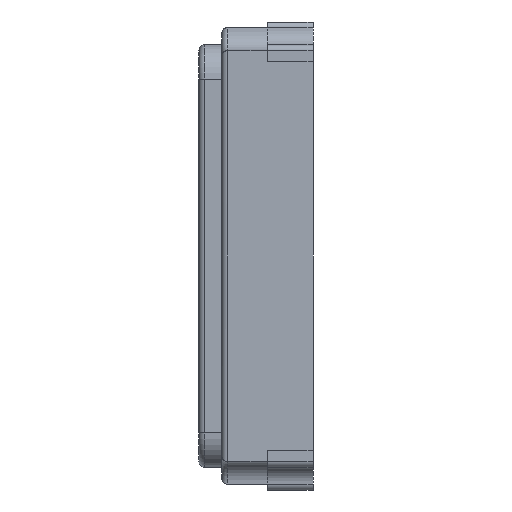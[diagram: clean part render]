
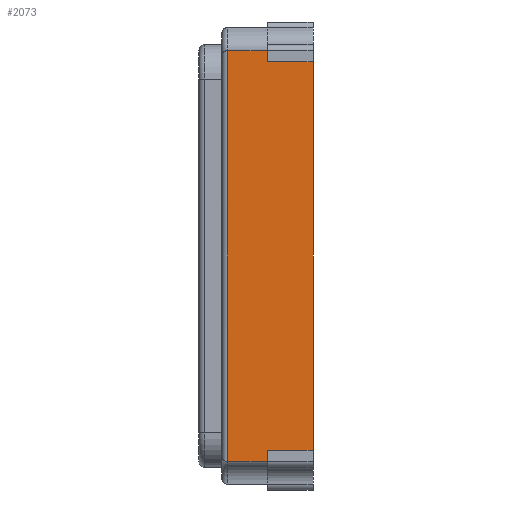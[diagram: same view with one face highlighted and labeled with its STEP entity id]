
A CAD part, left-side view. The second image highlights one B-rep face of the part: STEP entity #2073.
In plain terms, the highlighted planar face has unit normal (-1, 0, 0).
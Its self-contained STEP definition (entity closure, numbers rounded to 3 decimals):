
#63 = CARTESIAN_POINT ( 'NONE',  ( -1.25, 0.2, 0.85 ) ) ;
#93 = VECTOR ( 'NONE', #494, 1000. ) ;
#110 = CARTESIAN_POINT ( 'NONE',  ( -1.25, 0., 1. ) ) ;
#124 = CARTESIAN_POINT ( 'NONE',  ( -1.25, 0.375, -0.9 ) ) ;
#161 = ORIENTED_EDGE ( 'NONE', *, *, #163, .T. ) ;
#163 = EDGE_CURVE ( 'NONE', #2885, #834, #2447, .T. ) ;
#311 = ORIENTED_EDGE ( 'NONE', *, *, #917, .F. ) ;
#314 = AXIS2_PLACEMENT_3D ( 'NONE', #2021, #2252, #453 ) ;
#387 = VERTEX_POINT ( 'NONE', #487 ) ;
#388 = EDGE_CURVE ( 'NONE', #822, #2661, #1869, .T. ) ;
#429 = CARTESIAN_POINT ( 'NONE',  ( -1.25, 0.2, 0.85 ) ) ;
#433 = DIRECTION ( 'NONE',  ( 0., -1., 0. ) ) ;
#434 = PLANE ( 'NONE',  #314 ) ;
#453 = DIRECTION ( 'NONE',  ( 0., 0., -1. ) ) ;
#487 = CARTESIAN_POINT ( 'NONE',  ( -1.25, 0.375, 0.9 ) ) ;
#494 = DIRECTION ( 'NONE',  ( 0., -1., 0. ) ) ;
#529 = CARTESIAN_POINT ( 'NONE',  ( -1.25, 0.2, -0.85 ) ) ;
#584 = CARTESIAN_POINT ( 'NONE',  ( -1.25, 0.2, -0.85 ) ) ;
#586 = EDGE_CURVE ( 'NONE', #822, #802, #1653, .T. ) ;
#658 = CARTESIAN_POINT ( 'NONE',  ( -1.25, 0., 0.85 ) ) ;
#699 = CARTESIAN_POINT ( 'NONE',  ( -1.25, 0.2, -0.85 ) ) ;
#701 = CARTESIAN_POINT ( 'NONE',  ( -1.25, 0., 0.9 ) ) ;
#776 = ORIENTED_EDGE ( 'NONE', *, *, #586, .F. ) ;
#802 = VERTEX_POINT ( 'NONE', #658 ) ;
#804 = DIRECTION ( 'NONE',  ( 0., 0., 1. ) ) ;
#822 = VERTEX_POINT ( 'NONE', #429 ) ;
#834 = VERTEX_POINT ( 'NONE', #2248 ) ;
#851 = CARTESIAN_POINT ( 'NONE',  ( -1.25, 0.375, -0.9 ) ) ;
#862 = VECTOR ( 'NONE', #2163, 1000. ) ;
#911 = VERTEX_POINT ( 'NONE', #124 ) ;
#917 = EDGE_CURVE ( 'NONE', #2885, #2732, #1527, .T. ) ;
#1018 = EDGE_CURVE ( 'NONE', #387, #911, #2001, .T. ) ;
#1050 = VECTOR ( 'NONE', #433, 1000. ) ;
#1128 = EDGE_CURVE ( 'NONE', #911, #2732, #1415, .T. ) ;
#1200 = ORIENTED_EDGE ( 'NONE', *, *, #1128, .T. ) ;
#1415 = LINE ( 'NONE', #1610, #93 ) ;
#1519 = VECTOR ( 'NONE', #2292, 1000. ) ;
#1527 = LINE ( 'NONE', #584, #862 ) ;
#1546 = DIRECTION ( 'NONE',  ( 0., 0., -1. ) ) ;
#1580 = CARTESIAN_POINT ( 'NONE',  ( -1.25, 0.2, 0.85 ) ) ;
#1610 = CARTESIAN_POINT ( 'NONE',  ( -1.25, 0., -0.9 ) ) ;
#1653 = LINE ( 'NONE', #1580, #1050 ) ;
#1675 = VECTOR ( 'NONE', #804, 1000. ) ;
#1830 = VECTOR ( 'NONE', #2502, 1000. ) ;
#1869 = LINE ( 'NONE', #63, #1979 ) ;
#1966 = EDGE_CURVE ( 'NONE', #834, #802, #2187, .T. ) ;
#1979 = VECTOR ( 'NONE', #2763, 1000. ) ;
#1984 = ORIENTED_EDGE ( 'NONE', *, *, #1966, .T. ) ;
#2001 = LINE ( 'NONE', #851, #2294 ) ;
#2021 = CARTESIAN_POINT ( 'NONE',  ( -1.25, 0.4, 1. ) ) ;
#2073 = ADVANCED_FACE ( 'NONE', ( #2788 ), #434, .F. ) ;
#2091 = EDGE_LOOP ( 'NONE', ( #2620, #2689, #1200, #311, #161, #1984, #776, #2413 ) ) ;
#2163 = DIRECTION ( 'NONE',  ( 0., 0., -1. ) ) ;
#2187 = LINE ( 'NONE', #110, #1675 ) ;
#2212 = EDGE_CURVE ( 'NONE', #2661, #387, #2676, .T. ) ;
#2235 = CARTESIAN_POINT ( 'NONE',  ( -1.25, 0.2, 0.9 ) ) ;
#2248 = CARTESIAN_POINT ( 'NONE',  ( -1.25, 0., -0.85 ) ) ;
#2252 = DIRECTION ( 'NONE',  ( 1., 0., 0. ) ) ;
#2292 = DIRECTION ( 'NONE',  ( 0., 1., 0. ) ) ;
#2294 = VECTOR ( 'NONE', #1546, 1000. ) ;
#2315 = CARTESIAN_POINT ( 'NONE',  ( -1.25, 0.2, -0.9 ) ) ;
#2413 = ORIENTED_EDGE ( 'NONE', *, *, #388, .T. ) ;
#2447 = LINE ( 'NONE', #699, #1830 ) ;
#2502 = DIRECTION ( 'NONE',  ( 0., -1., 0. ) ) ;
#2620 = ORIENTED_EDGE ( 'NONE', *, *, #2212, .T. ) ;
#2661 = VERTEX_POINT ( 'NONE', #2235 ) ;
#2676 = LINE ( 'NONE', #701, #1519 ) ;
#2689 = ORIENTED_EDGE ( 'NONE', *, *, #1018, .T. ) ;
#2732 = VERTEX_POINT ( 'NONE', #2315 ) ;
#2763 = DIRECTION ( 'NONE',  ( 0., 0., 1. ) ) ;
#2788 = FACE_OUTER_BOUND ( 'NONE', #2091, .T. ) ;
#2885 = VERTEX_POINT ( 'NONE', #529 ) ;
